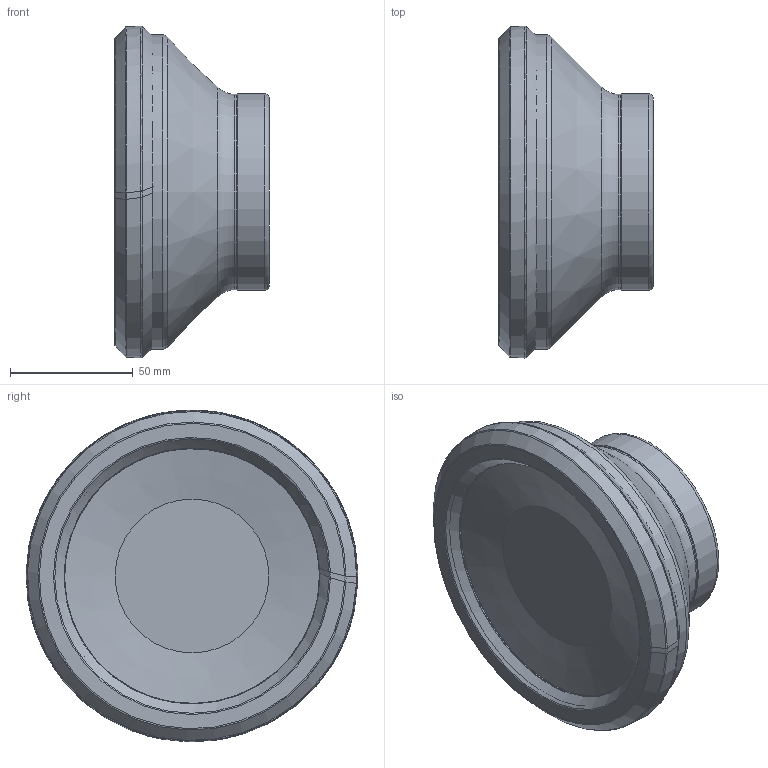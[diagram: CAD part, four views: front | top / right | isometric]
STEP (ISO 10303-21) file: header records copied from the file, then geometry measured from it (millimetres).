
FILE_DESCRIPTION(/* description */ (''),/* implementation_level */ '2;1');
FILE_NAME(/* name */ 'model1.stp',/* time_stamp */ '2023-10-23T17:55:15+03:00',/* author */ (''),/* organization */ (''),/* preprocessor_version */ 'ST-DEVELOPER v19.4',/* originating_system */ 'SIEMENS PLM Software NX2306.3001',/* authorisation */ '');
FILE_SCHEMA (('AUTOMOTIVE_DESIGN { 1 0 10303 214 3 1 1 1 }'));
Length unit declared in the file: millimetre
Products named in the file (1): model1_objects
Bounding box: 62.99 x 135.21 x 135.2 mm (x, y, z)
Volume: 574254.7 mm3; surface area: 60866.7 mm2
Topology: 2 solids, 2 shells, 54 faces, 107 edges, 53 vertices
Faces by surface type: bspline 32, revolution 9, torus 5, cone 3, cylinder 3, plane 2
Full cylindrical faces by diameter (mm): 79.6 x1, 80 x1, 128 x1
Entity records: 1918 total; most frequent: CARTESIAN_POINT 793, DIRECTION 191, ORIENTED_EDGE 170, EDGE_CURVE 85, AXIS2_PLACEMENT_3D 83, EDGE_LOOP 74, CIRCLE 69, ADVANCED_FACE 54
